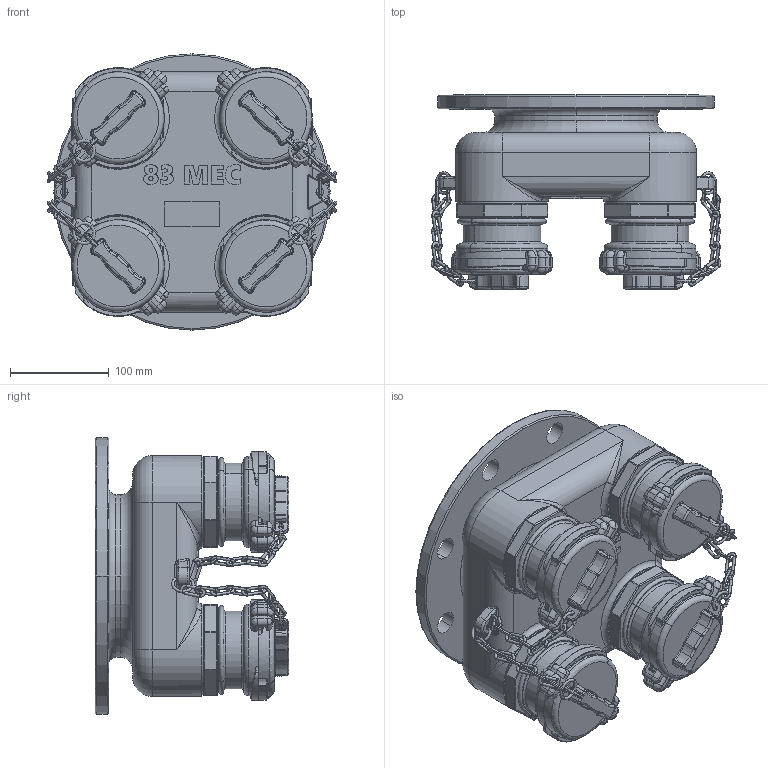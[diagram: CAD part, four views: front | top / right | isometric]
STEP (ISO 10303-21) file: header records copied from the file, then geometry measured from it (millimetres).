
FILE_DESCRIPTION(('STEP AP203'),'1');
FILE_NAME('Hong tiep nuoc 4 cua.stp','2025-07-15T11:48:26',(' '),(' '),'Spatial InterOp 3D',' ',' ');
FILE_SCHEMA(('CONFIG_CONTROL_DESIGN'));
Length unit declared in the file: millimetre
Products named in the file (72): HTN4C; Mirror1[45]; Mirror1[46]; <c?m ?ng n?i HTN>-<Stock-B? sp Than hong tiep nuoc 2022-17>; <c?m ?ng n?i HTN>-<Stock-B? sp Than hong tiep nuoc 2022-1>; Mirror1[13]; Mirror1[19]; <c?m ?ng n?i HTN>-<Stock-B? sp Than hong tiep nuoc 2022-7>; Mirror1[37]; Mirror1[2]; Mirror1[28]; Body-Move/Copy14; Mirror2[2]; Mirror1[22]; <c?m ?ng n?i HTN>-<Stock-B? sp Than hong tiep nuoc 2022-11>; <c?m ?ng n?i HTN>-<Stock-B? sp Than hong tiep nuoc 2022-16>; Mirror1[33]; <c?m ?ng n?i HTN>-<Stock-B? sp Than hong tiep nuoc 2022-6>; <c?m ?ng n?i HTN>-<Stock-B? sp Than hong tiep nuoc 2022-9>; Mirror1[32]; Mirror1[21]; Mirror1[49]; Body-Move/Copy12; <c?m ?ng n?i HTN>-<Stock-B? sp Than hong tiep nuoc 2022-5>; Mirror1[48]; Mirror1[18]; Mirror1[26]; <c?m ?ng n?i HTN>-<Stock-B? sp Than hong tiep nuoc 2022-2>; Body-Move/Copy9; Mirror1[14]; Mirror1[9]; Imported1; Mirror1[10]; Mirror1[3]; Mirror1[51]; Mirror1[5]; Mirror1[27]; <c?m ?ng n?i HTN>-<Stock-B? sp Than hong tiep nuoc 2022-8>; <c?m ?ng n?i HTN>-<Stock-B? sp Than hong tiep nuoc 2022-13>; Mirror1[15] ...
Assembly tree (71 placements, depth 2):
  HTN4C
    Mirror1[45]
    Mirror1[46]
    <c?m ?ng n?i HTN>-<Stock-B? sp Than hong tiep nuoc 2022-17>
    <c?m ?ng n?i HTN>-<Stock-B? sp Than hong tiep nuoc 2022-1>
    Mirror1[13]
    Mirror1[19]
    <c?m ?ng n?i HTN>-<Stock-B? sp Than hong tiep nuoc 2022-7>
    Mirror1[37]
    Mirror1[2]
    Mirror1[28]
    Body-Move/Copy14
    Mirror2[2]
    Mirror1[22]
    <c?m ?ng n?i HTN>-<Stock-B? sp Than hong tiep nuoc 2022-11>
    <c?m ?ng n?i HTN>-<Stock-B? sp Than hong tiep nuoc 2022-16>
    Mirror1[33]
    <c?m ?ng n?i HTN>-<Stock-B? sp Than hong tiep nuoc 2022-6>
    <c?m ?ng n?i HTN>-<Stock-B? sp Than hong tiep nuoc 2022-9>
    Mirror1[32]
    Mirror1[21]
    Mirror1[49]
    Body-Move/Copy12
    <c?m ?ng n?i HTN>-<Stock-B? sp Than hong tiep nuoc 2022-5>
    Mirror1[48]
    Mirror1[18]
    Mirror1[26]
    <c?m ?ng n?i HTN>-<Stock-B? sp Than hong tiep nuoc 2022-2>
    Body-Move/Copy9
    Mirror1[14]
    Mirror1[9]
    Imported1
    Mirror1[10]
    Mirror1[3]
    Mirror1[51]
    Mirror1[5]
    Mirror1[27]
    <c?m ?ng n?i HTN>-<Stock-B? sp Than hong tiep nuoc 2022-8>
    <c?m ?ng n?i HTN>-<Stock-B? sp Than hong tiep nuoc 2022-13>
    Mirror1[15]
    Mirror1[30]
    <c?m ?ng n?i HTN>-<Stock-B? sp Than hong tiep nuoc 2022-3>
    Mirror1[7]
    Mirror1[23]
    Mirror1[25]
    Mirror1[38]
    Mirror1[50]
    Mirror1[4]
    Mirror1[43]
    <c?m ?ng n?i HTN>-<Stock-B? sp Than hong tiep nuoc 2022-14>
    Mirror1[6]
    Mirror1[16]
    <c?m ?ng n?i HTN>-<Stock-B? sp Than hong tiep nuoc 2022-10>
    <c?m ?ng n?i HTN>-<Stock-B? sp Than hong tiep nuoc 2022-4>
    Mirror1[12]
    Mirror1[11]
    Mirror1[17]
    Mirror1[35]
    Mirror1[8]
    Mirror1[41]
Bounding box: 293.83 x 196.5 x 280 mm (x, y, z)
Volume: 2930560.6 mm3; surface area: 973101 mm2
Topology: 71 solids, 71 shells, 2856 faces, 6574 edges, 3718 vertices
Faces by surface type: cylinder 810, torus 700, plane 463, bspline 434, cone 333, sphere 116
Entity records: 102746 total; most frequent: CARTESIAN_POINT 34847, DIRECTION 14227, ORIENTED_EDGE 12894, EDGE_CURVE 6447, AXIS2_PLACEMENT_3D 6170, VERTEX_POINT 3719, CIRCLE 3676, EDGE_LOOP 3020
